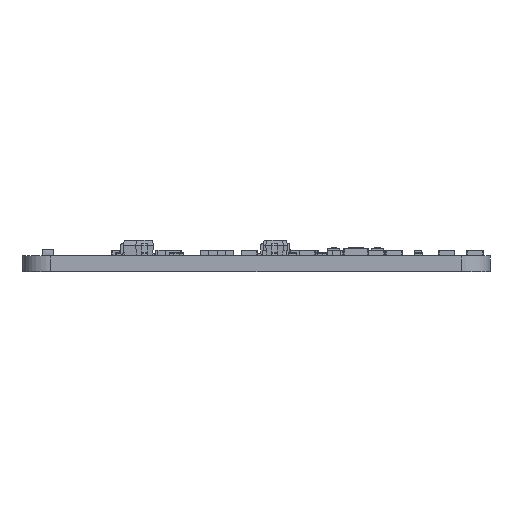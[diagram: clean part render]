
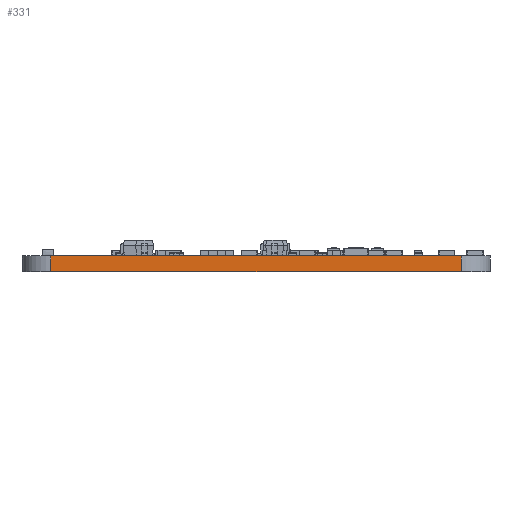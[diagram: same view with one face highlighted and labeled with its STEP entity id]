
A CAD part, front view. The second image highlights one B-rep face of the part: STEP entity #331.
In plain terms, the highlighted planar face has unit normal (0, -1, 0).
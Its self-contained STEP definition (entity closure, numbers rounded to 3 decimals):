
#304 = VERTEX_POINT('',#305);
#305 = CARTESIAN_POINT('',(-30.887,0.014,1.123)
  );
#312 = EDGE_CURVE('',#313,#304,#315,.T.);
#313 = VERTEX_POINT('',#314);
#314 = CARTESIAN_POINT('',(-30.887,0.014,0.)
  );
#315 = LINE('',#316,#317);
#316 = CARTESIAN_POINT('',(-30.887,0.014,0.)
  );
#317 = VECTOR('',#318,1.);
#318 = DIRECTION('',(0.,0.,1.));
#331 = ADVANCED_FACE('',(#332),#357,.F.);
#332 = FACE_BOUND('',#333,.F.);
#333 = EDGE_LOOP('',(#334,#335,#343,#351));
#334 = ORIENTED_EDGE('',*,*,#312,.T.);
#335 = ORIENTED_EDGE('',*,*,#336,.T.);
#336 = EDGE_CURVE('',#304,#337,#339,.T.);
#337 = VERTEX_POINT('',#338);
#338 = CARTESIAN_POINT('',(-2.058,0.014,1.123)
  );
#339 = LINE('',#340,#341);
#340 = CARTESIAN_POINT('',(-30.887,0.014,1.123)
  );
#341 = VECTOR('',#342,1.);
#342 = DIRECTION('',(1.,0.,0.));
#343 = ORIENTED_EDGE('',*,*,#344,.F.);
#344 = EDGE_CURVE('',#345,#337,#347,.T.);
#345 = VERTEX_POINT('',#346);
#346 = CARTESIAN_POINT('',(-2.058,0.014,0.)
  );
#347 = LINE('',#348,#349);
#348 = CARTESIAN_POINT('',(-2.058,0.014,0.)
  );
#349 = VECTOR('',#350,1.);
#350 = DIRECTION('',(0.,0.,1.));
#351 = ORIENTED_EDGE('',*,*,#352,.F.);
#352 = EDGE_CURVE('',#313,#345,#353,.T.);
#353 = LINE('',#354,#355);
#354 = CARTESIAN_POINT('',(-30.887,0.014,0.)
  );
#355 = VECTOR('',#356,1.);
#356 = DIRECTION('',(1.,0.,0.));
#357 = PLANE('',#358);
#358 = AXIS2_PLACEMENT_3D('',#359,#360,#361);
#359 = CARTESIAN_POINT('',(-30.887,0.014,0.)
  );
#360 = DIRECTION('',(0.,1.,0.));
#361 = DIRECTION('',(1.,0.,0.));
